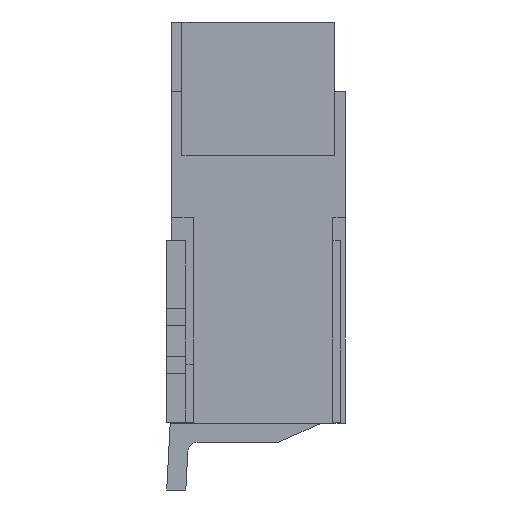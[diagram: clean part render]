
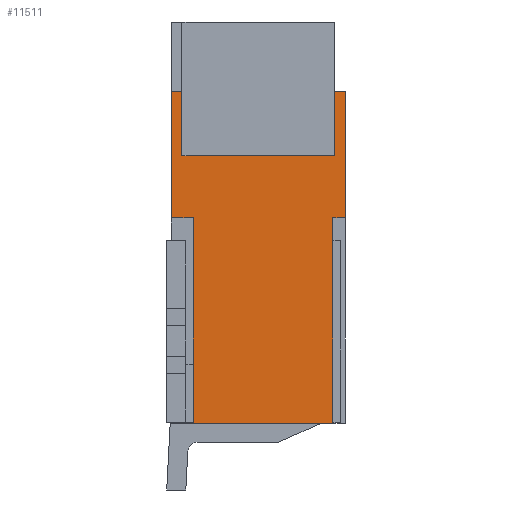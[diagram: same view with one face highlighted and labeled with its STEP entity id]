
A CAD part, left-side view. The second image highlights one B-rep face of the part: STEP entity #11511.
In plain terms, the highlighted planar face has unit normal (-1, 0, 0).
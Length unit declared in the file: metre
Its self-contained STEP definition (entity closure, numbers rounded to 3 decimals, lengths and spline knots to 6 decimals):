
#2891=ORIENTED_EDGE('',*,*,#4854,.T.);
#2892=ORIENTED_EDGE('',*,*,#4855,.T.);
#2893=ORIENTED_EDGE('',*,*,#4856,.T.);
#2894=ORIENTED_EDGE('',*,*,#4857,.T.);
#2895=ORIENTED_EDGE('',*,*,#4858,.F.);
#2896=ORIENTED_EDGE('',*,*,#4840,.F.);
#2897=ORIENTED_EDGE('',*,*,#4851,.F.);
#2898=ORIENTED_EDGE('',*,*,#4853,.F.);
#4840=EDGE_CURVE('',#5955,#5956,#7342,.T.);
#4851=EDGE_CURVE('',#5962,#5955,#7353,.T.);
#4853=EDGE_CURVE('',#5963,#5962,#7355,.T.);
#4854=EDGE_CURVE('',#5963,#5964,#7356,.T.);
#4855=EDGE_CURVE('',#5964,#5965,#7357,.T.);
#4856=EDGE_CURVE('',#5965,#5966,#7358,.T.);
#4857=EDGE_CURVE('',#5966,#5967,#7359,.T.);
#4858=EDGE_CURVE('',#5956,#5967,#7360,.T.);
#5955=VERTEX_POINT('',#20568);
#5956=VERTEX_POINT('',#20570);
#5962=VERTEX_POINT('',#20589);
#5963=VERTEX_POINT('',#20593);
#5964=VERTEX_POINT('',#20597);
#5965=VERTEX_POINT('',#20599);
#5966=VERTEX_POINT('',#20601);
#5967=VERTEX_POINT('',#20603);
#7342=LINE('',#20569,#8786);
#7353=LINE('',#20590,#8797);
#7355=LINE('',#20594,#8799);
#7356=LINE('',#20596,#8800);
#7357=LINE('',#20598,#8801);
#7358=LINE('',#20600,#8802);
#7359=LINE('',#20602,#8803);
#7360=LINE('',#20604,#8804);
#8786=VECTOR('',#17405,1.);
#8797=VECTOR('',#17422,1.);
#8799=VECTOR('',#17426,1.);
#8800=VECTOR('',#17429,1.);
#8801=VECTOR('',#17430,1.);
#8802=VECTOR('',#17431,1.);
#8803=VECTOR('',#17432,1.);
#8804=VECTOR('',#17433,1.);
#9443=EDGE_LOOP('',(#2891,#2892,#2893,#2894,#2895,#2896,#2897,#2898));
#10023=FACE_BOUND('',#9443,.T.);
#10531=PLANE('',#14770);
#11511=ADVANCED_FACE('',(#10023),#10531,.F.);
#14770=AXIS2_PLACEMENT_3D('',#20595,#17427,#17428);
#17405=DIRECTION('',(0.,1.,0.));
#17422=DIRECTION('',(0.,0.,-1.));
#17426=DIRECTION('',(0.,1.,0.));
#17427=DIRECTION('',(1.,0.,0.));
#17428=DIRECTION('',(0.,0.,1.));
#17429=DIRECTION('',(0.,0.,1.));
#17430=DIRECTION('',(0.,1.,0.));
#17431=DIRECTION('',(0.,0.,-1.));
#17432=DIRECTION('',(0.,-1.,0.));
#17433=DIRECTION('',(0.,0.,1.));
#20568=CARTESIAN_POINT('',(0.,0.00013,-0.0042));
#20569=CARTESIAN_POINT('',(0.,0.00013,-0.0042));
#20570=CARTESIAN_POINT('',(0.,0.00159,-0.0042));
#20589=CARTESIAN_POINT('',(0.,0.00013,-0.00205));
#20590=CARTESIAN_POINT('',(0.,0.00013,-0.00205));
#20593=CARTESIAN_POINT('',(0.,0.,-0.00205));
#20594=CARTESIAN_POINT('',(0.,0.001705,-0.00205));
#20595=CARTESIAN_POINT('',(0.,0.00091,-0.002465));
#20596=CARTESIAN_POINT('',(0.,0.,-0.00205));
#20597=CARTESIAN_POINT('',(0.,0.,-0.00073));
#20598=CARTESIAN_POINT('',(0.,0.,-0.00073));
#20599=CARTESIAN_POINT('',(0.,0.00182,-0.00073));
#20600=CARTESIAN_POINT('',(0.,0.00182,-0.00073));
#20601=CARTESIAN_POINT('',(0.,0.00182,-0.00205));
#20602=CARTESIAN_POINT('',(0.,0.00182,-0.00205));
#20603=CARTESIAN_POINT('',(0.,0.00159,-0.00205));
#20604=CARTESIAN_POINT('',(0.,0.00159,-0.0042));
